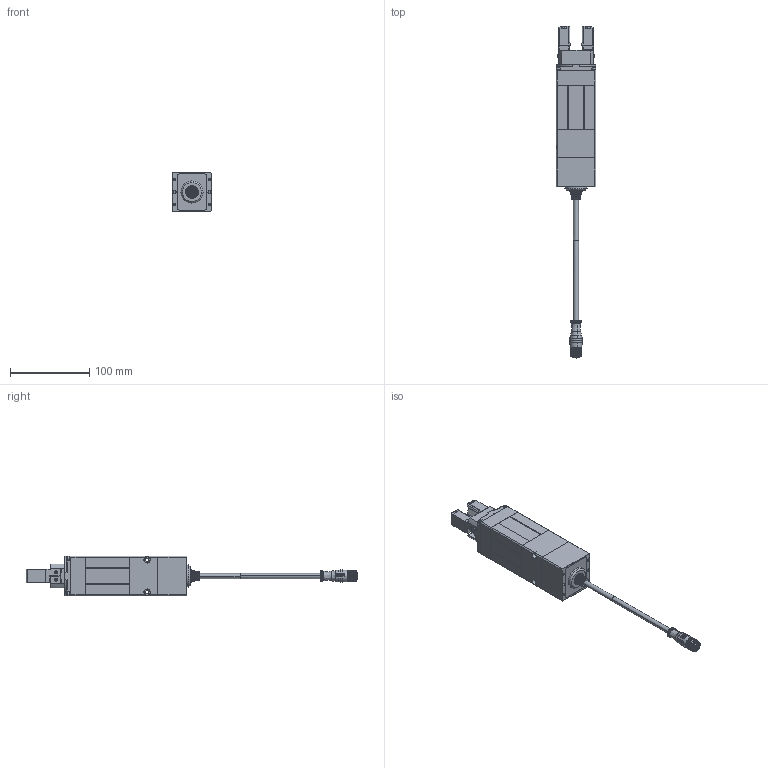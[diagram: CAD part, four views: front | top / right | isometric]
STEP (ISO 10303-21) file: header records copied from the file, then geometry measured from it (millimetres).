
FILE_DESCRIPTION (( 'STEP AP203' ), '1' );
FILE_NAME ('RGI-35-14-O-B-ÍøÎ²´øÖ¸¼â.STEP', '2022-06-27T07:36:58', ( '' ), ( '' ), 'SwSTEP 2.0', 'SolidWorks 2020', '' );
FILE_SCHEMA (( 'CONFIG_CONTROL_DESIGN' ));
Length unit declared in the file: millimetre
Products named in the file (9): RGI14-Finger-彸奪唳; U tray.STEP; RGI-35-14-O-B-厙帣傻盄源偶.STEP; RGI-35-14-O-B-厙帣湍硌潑; body.STEP; M12____.STEP; hexagon socket head cap screws gb_GB_FASTENER_SCREWS_HSHCS M3X16-N; RGI14-蝶々-彸奪唳; finger_1.STEP
Assembly tree (16 placements, depth 3):
  RGI-35-14-O-B-厙帣湍硌潑
    RGI-35-14-O-B-厙帣傻盄源偶.STEP
      U tray.STEP
      finger_1.STEP  x2
      M12____.STEP
      body.STEP
    RGI14-Finger-彸奪唳  x2
    RGI14-蝶々-彸奪唳  x4
    hexagon socket head cap screws gb_GB_FASTENER_SCREWS_HSHCS M3X16-N  x4
Bounding box: 50 x 419.4 x 50 mm (x, y, z)
Volume: 403185.9 mm3; surface area: 83941.1 mm2
Topology: 17 solids, 36 shells, 1886 faces, 4650 edges, 2888 vertices
Faces by surface type: plane 932, cylinder 389, bspline 271, cone 254, torus 40
Full cylindrical faces by diameter (mm): 11.1 x3
Entity records: 67819 total; most frequent: CARTESIAN_POINT 33778, ORIENTED_EDGE 7791, DIRECTION 5260, EDGE_CURVE 3907, VERTEX_POINT 2457, AXIS2_PLACEMENT_3D 1975, EDGE_LOOP 1727, B_SPLINE_CURVE_WITH_KNOTS 1693
